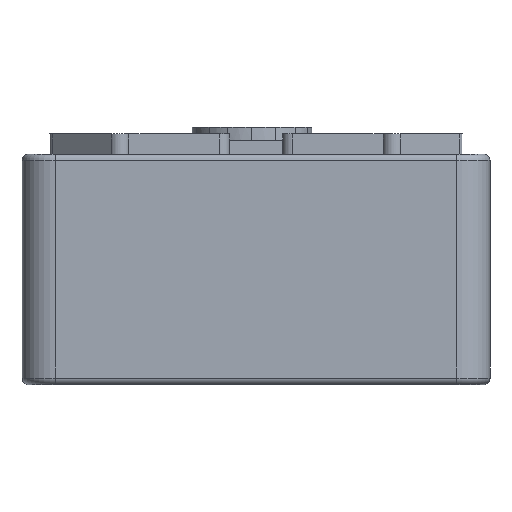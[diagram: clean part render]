
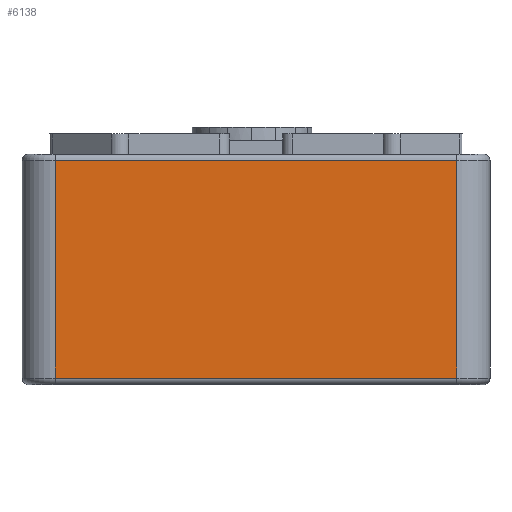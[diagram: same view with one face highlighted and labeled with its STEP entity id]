
A CAD part, left-side view. The second image highlights one B-rep face of the part: STEP entity #6138.
In plain terms, the highlighted planar face has unit normal (-1, 0, 0).
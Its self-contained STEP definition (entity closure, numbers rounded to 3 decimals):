
#178=PLANE('',#6590);
#587=FACE_OUTER_BOUND('',#934,.T.);
#934=EDGE_LOOP('',(#4591,#4592,#4593,#4594));
#1498=LINE('',#8940,#2135);
#1504=LINE('',#8966,#2141);
#1505=LINE('',#8970,#2142);
#1506=LINE('',#8971,#2143);
#2135=VECTOR('',#7324,10.);
#2141=VECTOR('',#7344,10.);
#2142=VECTOR('',#7349,10.);
#2143=VECTOR('',#7350,10.);
#2765=VERTEX_POINT('',#8930);
#2767=VERTEX_POINT('',#8936);
#2775=VERTEX_POINT('',#8965);
#2776=VERTEX_POINT('',#8969);
#3443=EDGE_CURVE('',#2765,#2767,#1498,.T.);
#3453=EDGE_CURVE('',#2767,#2775,#1504,.T.);
#3455=EDGE_CURVE('',#2776,#2765,#1505,.T.);
#3456=EDGE_CURVE('',#2775,#2776,#1506,.T.);
#4591=ORIENTED_EDGE('',*,*,#3443,.F.);
#4592=ORIENTED_EDGE('',*,*,#3455,.F.);
#4593=ORIENTED_EDGE('',*,*,#3456,.F.);
#4594=ORIENTED_EDGE('',*,*,#3453,.F.);
#6138=ADVANCED_FACE('',(#587),#178,.T.);
#6590=AXIS2_PLACEMENT_3D('',#8968,#7347,#7348);
#7324=DIRECTION('',(0.,-1.,0.));
#7344=DIRECTION('',(0.,0.,-1.));
#7347=DIRECTION('center_axis',(-1.,0.,0.));
#7348=DIRECTION('ref_axis',(0.,-1.,0.));
#7349=DIRECTION('',(0.,0.,1.));
#7350=DIRECTION('',(0.,1.,0.));
#8930=CARTESIAN_POINT('',(-10.5,4.9,3.8));
#8936=CARTESIAN_POINT('',(-10.5,-19.1,3.8));
#8940=CARTESIAN_POINT('',(-10.5,-0.1,3.8));
#8965=CARTESIAN_POINT('',(-10.5,-19.1,-9.2));
#8966=CARTESIAN_POINT('',(-10.5,-19.1,-3.6));
#8968=CARTESIAN_POINT('Origin',(-10.5,6.9,-9.6));
#8969=CARTESIAN_POINT('',(-10.5,4.9,-9.2));
#8970=CARTESIAN_POINT('',(-10.5,4.9,-3.6));
#8971=CARTESIAN_POINT('',(-10.5,-0.1,-9.2));
